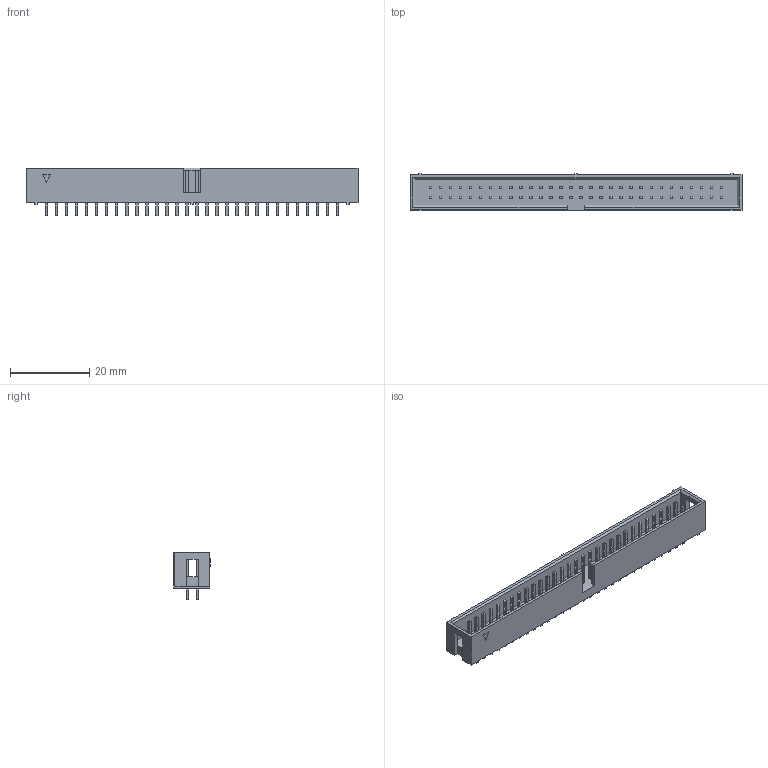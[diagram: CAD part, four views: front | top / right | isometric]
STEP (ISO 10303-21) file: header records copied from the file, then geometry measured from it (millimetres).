
FILE_DESCRIPTION (( 'STEP AP214' ), '1' );
FILE_NAME ('User Library-BH-10..64.STEP', '2012-06-03T08:55:22', ( 'SysAdmin' ), ( 'SolidWorks' ), 'SwSTEP 2.0', 'SolidWorks 2012', '' );
FILE_SCHEMA (( 'AUTOMOTIVE_DESIGN' ));
Length unit declared in the file: millimetre
Products named in the file (1): User Library-BH-10..64
Bounding box: 84 x 9.3 x 12.1 mm (x, y, z)
Volume: 3361 mm3; surface area: 5525.8 mm2
Topology: 1 solids, 1 shells, 1129 faces, 2542 edges, 1532 vertices
Faces by surface type: plane 1129
Entity records: 42054 total; most frequent: CARTESIAN_POINT 5204, ORIENTED_EDGE 5084, DIRECTION 4802, EDGE_CURVE 2542, VECTOR 2542, LINE 2542, VERTEX_POINT 1532, EDGE_LOOP 1250
